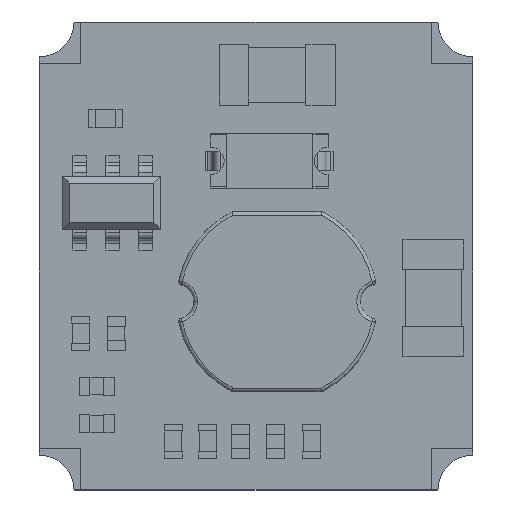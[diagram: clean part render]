
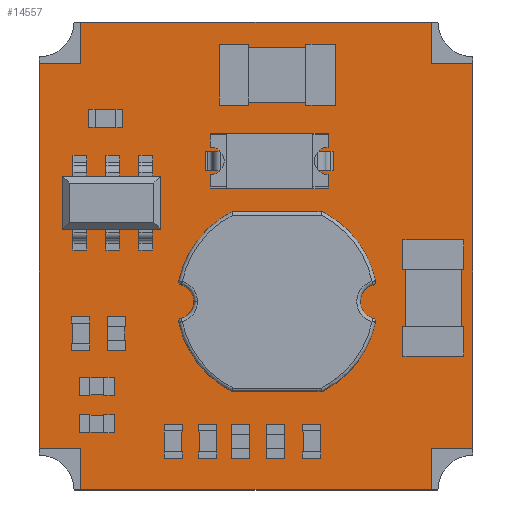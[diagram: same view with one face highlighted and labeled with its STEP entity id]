
A CAD part, top view. The second image highlights one B-rep face of the part: STEP entity #14557.
In plain terms, the highlighted planar face has unit normal (0, 0, 1).
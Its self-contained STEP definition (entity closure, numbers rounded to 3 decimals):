
#77 = CARTESIAN_POINT ( 'NONE',  ( 1.2, 0., 1. ) ) ;
#212 = EDGE_CURVE ( 'NONE', #1632, #4239, #5325, .T. ) ;
#268 = LINE ( 'NONE', #13606, #2724 ) ;
#434 = ORIENTED_EDGE ( 'NONE', *, *, #4450, .T. ) ;
#681 = ORIENTED_EDGE ( 'NONE', *, *, #1120, .T. ) ;
#753 = LINE ( 'NONE', #12537, #6218 ) ;
#1120 = EDGE_CURVE ( 'NONE', #8354, #14952, #8249, .T. ) ;
#1121 = CARTESIAN_POINT ( 'NONE',  ( 12.5, 1.2, 1. ) ) ;
#1564 = DIRECTION ( 'NONE',  ( 0., 1., 0. ) ) ;
#1632 = VERTEX_POINT ( 'NONE', #1121 ) ;
#1827 = LINE ( 'NONE', #3237, #7664 ) ;
#1842 = LINE ( 'NONE', #10773, #4516 ) ;
#2409 = LINE ( 'NONE', #14900, #11585 ) ;
#2602 = FACE_OUTER_BOUND ( 'NONE', #7036, .T. ) ;
#2609 = VECTOR ( 'NONE', #9335, 1000. ) ;
#2724 = VECTOR ( 'NONE', #13763, 1000. ) ;
#3002 = DIRECTION ( 'NONE',  ( 1., 0., 0. ) ) ;
#3024 = CARTESIAN_POINT ( 'NONE',  ( 1.2, 13.5, 1. ) ) ;
#3237 = CARTESIAN_POINT ( 'NONE',  ( 0., 1.2, 1. ) ) ;
#3445 = CARTESIAN_POINT ( 'NONE',  ( 11.3, 0., 1. ) ) ;
#3547 = CARTESIAN_POINT ( 'NONE',  ( 0., 12.3, 1. ) ) ;
#3680 = DIRECTION ( 'NONE',  ( 1., 0., 0. ) ) ;
#3740 = CARTESIAN_POINT ( 'NONE',  ( 0., 1.2, 1. ) ) ;
#3769 = CARTESIAN_POINT ( 'NONE',  ( 0., 12.3, 1. ) ) ;
#3879 = DIRECTION ( 'NONE',  ( 1., 0., 0. ) ) ;
#3980 = CARTESIAN_POINT ( 'NONE',  ( 1.2, 0., 1. ) ) ;
#3998 = CARTESIAN_POINT ( 'NONE',  ( 0., 1.2, 1. ) ) ;
#4048 = DIRECTION ( 'NONE',  ( 1., 0., 0. ) ) ;
#4235 = CARTESIAN_POINT ( 'NONE',  ( 1.2, 1.2, 1. ) ) ;
#4239 = VERTEX_POINT ( 'NONE', #9063 ) ;
#4450 = EDGE_CURVE ( 'NONE', #5608, #9789, #753, .T. ) ;
#4516 = VECTOR ( 'NONE', #3680, 1000. ) ;
#5100 = ORIENTED_EDGE ( 'NONE', *, *, #11285, .T. ) ;
#5325 = LINE ( 'NONE', #10397, #6050 ) ;
#5586 = EDGE_CURVE ( 'NONE', #9179, #9599, #1842, .T. ) ;
#5608 = VERTEX_POINT ( 'NONE', #77 ) ;
#5611 = VERTEX_POINT ( 'NONE', #3740 ) ;
#5715 = EDGE_CURVE ( 'NONE', #5611, #13748, #1827, .T. ) ;
#6050 = VECTOR ( 'NONE', #12739, 1000. ) ;
#6218 = VECTOR ( 'NONE', #3002, 1000. ) ;
#6890 = DIRECTION ( 'NONE',  ( 1., 0., 0. ) ) ;
#7036 = EDGE_LOOP ( 'NONE', ( #434, #8665, #9904, #9242, #10623, #7666, #8545, #5100, #681, #7429, #10579, #12339 ) ) ;
#7136 = CARTESIAN_POINT ( 'NONE',  ( 11.3, 1.2, 1. ) ) ;
#7213 = LINE ( 'NONE', #14253, #14828 ) ;
#7429 = ORIENTED_EDGE ( 'NONE', *, *, #12959, .F. ) ;
#7664 = VECTOR ( 'NONE', #6890, 1000. ) ;
#7666 = ORIENTED_EDGE ( 'NONE', *, *, #12246, .F. ) ;
#7926 = EDGE_CURVE ( 'NONE', #5608, #13748, #9046, .T. ) ;
#8249 = LINE ( 'NONE', #3547, #2609 ) ;
#8354 = VERTEX_POINT ( 'NONE', #8485 ) ;
#8485 = CARTESIAN_POINT ( 'NONE',  ( 1.2, 12.3, 1. ) ) ;
#8545 = ORIENTED_EDGE ( 'NONE', *, *, #5586, .F. ) ;
#8598 = VECTOR ( 'NONE', #3879, 1000. ) ;
#8665 = ORIENTED_EDGE ( 'NONE', *, *, #14657, .T. ) ;
#8720 = PLANE ( 'NONE',  #15247 ) ;
#8909 = EDGE_CURVE ( 'NONE', #10747, #4239, #14012, .T. ) ;
#9046 = LINE ( 'NONE', #3980, #9407 ) ;
#9063 = CARTESIAN_POINT ( 'NONE',  ( 12.5, 12.3, 1. ) ) ;
#9179 = VERTEX_POINT ( 'NONE', #3024 ) ;
#9242 = ORIENTED_EDGE ( 'NONE', *, *, #212, .T. ) ;
#9335 = DIRECTION ( 'NONE',  ( -1., 0., 0. ) ) ;
#9407 = VECTOR ( 'NONE', #1564, 1000. ) ;
#9558 = CARTESIAN_POINT ( 'NONE',  ( 0., 12.3, 1. ) ) ;
#9599 = VERTEX_POINT ( 'NONE', #15041 ) ;
#9789 = VERTEX_POINT ( 'NONE', #3445 ) ;
#9904 = ORIENTED_EDGE ( 'NONE', *, *, #12944, .F. ) ;
#9947 = DIRECTION ( 'NONE',  ( 0., 0., 1. ) ) ;
#10397 = CARTESIAN_POINT ( 'NONE',  ( 12.5, 0., 1. ) ) ;
#10579 = ORIENTED_EDGE ( 'NONE', *, *, #5715, .T. ) ;
#10623 = ORIENTED_EDGE ( 'NONE', *, *, #8909, .F. ) ;
#10730 = VECTOR ( 'NONE', #13552, 1000. ) ;
#10747 = VERTEX_POINT ( 'NONE', #13835 ) ;
#10773 = CARTESIAN_POINT ( 'NONE',  ( 0., 13.5, 1. ) ) ;
#10824 = DIRECTION ( 'NONE',  ( 0., -1., 0. ) ) ;
#11285 = EDGE_CURVE ( 'NONE', #9179, #8354, #268, .T. ) ;
#11585 = VECTOR ( 'NONE', #13661, 1000. ) ;
#12217 = VECTOR ( 'NONE', #14632, 1000. ) ;
#12246 = EDGE_CURVE ( 'NONE', #9599, #10747, #7213, .T. ) ;
#12247 = CARTESIAN_POINT ( 'NONE',  ( 0., 0., 1. ) ) ;
#12339 = ORIENTED_EDGE ( 'NONE', *, *, #7926, .F. ) ;
#12537 = CARTESIAN_POINT ( 'NONE',  ( 0., 0., 1. ) ) ;
#12598 = LINE ( 'NONE', #12247, #12217 ) ;
#12739 = DIRECTION ( 'NONE',  ( 0., 1., 0. ) ) ;
#12944 = EDGE_CURVE ( 'NONE', #1632, #13983, #15368, .T. ) ;
#12959 = EDGE_CURVE ( 'NONE', #5611, #14952, #12598, .T. ) ;
#13552 = DIRECTION ( 'NONE',  ( -1., 0., 0. ) ) ;
#13606 = CARTESIAN_POINT ( 'NONE',  ( 1.2, 0., 1. ) ) ;
#13661 = DIRECTION ( 'NONE',  ( 0., 1., 0. ) ) ;
#13748 = VERTEX_POINT ( 'NONE', #4235 ) ;
#13763 = DIRECTION ( 'NONE',  ( 0., -1., 0. ) ) ;
#13835 = CARTESIAN_POINT ( 'NONE',  ( 11.3, 12.3, 1. ) ) ;
#13983 = VERTEX_POINT ( 'NONE', #7136 ) ;
#14012 = LINE ( 'NONE', #3769, #8598 ) ;
#14253 = CARTESIAN_POINT ( 'NONE',  ( 11.3, 0., 1. ) ) ;
#14557 = ADVANCED_FACE ( 'NONE', ( #2602 ), #8720, .T. ) ;
#14632 = DIRECTION ( 'NONE',  ( 0., 1., 0. ) ) ;
#14657 = EDGE_CURVE ( 'NONE', #9789, #13983, #2409, .T. ) ;
#14691 = CARTESIAN_POINT ( 'NONE',  ( 0., 0., 1. ) ) ;
#14828 = VECTOR ( 'NONE', #10824, 1000. ) ;
#14900 = CARTESIAN_POINT ( 'NONE',  ( 11.3, 0., 1. ) ) ;
#14952 = VERTEX_POINT ( 'NONE', #9558 ) ;
#15041 = CARTESIAN_POINT ( 'NONE',  ( 11.3, 13.5, 1. ) ) ;
#15247 = AXIS2_PLACEMENT_3D ( 'NONE', #14691, #9947, #4048 ) ;
#15368 = LINE ( 'NONE', #3998, #10730 ) ;
